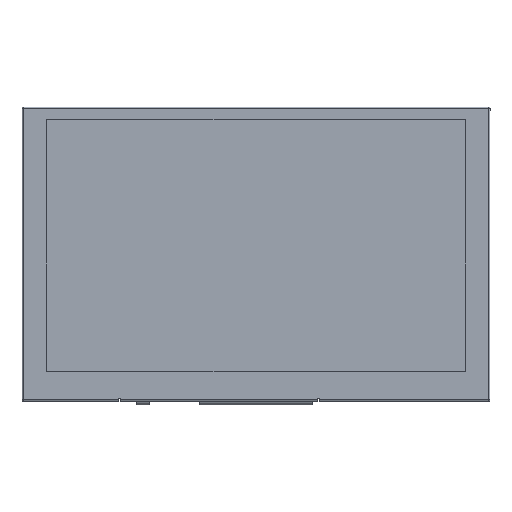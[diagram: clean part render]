
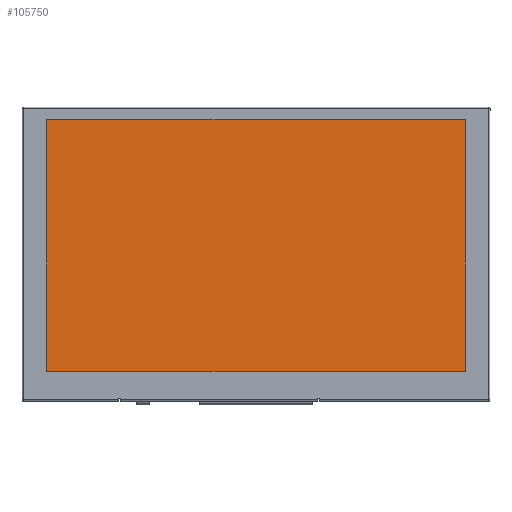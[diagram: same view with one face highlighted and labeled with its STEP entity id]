
A CAD part, top view. The second image highlights one B-rep face of the part: STEP entity #105750.
In plain terms, the highlighted planar face has unit normal (0, 0, 1).
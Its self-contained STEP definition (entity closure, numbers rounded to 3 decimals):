
#5024=PLANE('',#115216);
#8946=FACE_OUTER_BOUND('',#14280,.T.);
#14280=EDGE_LOOP('',(#73411,#73412,#73413,#73414));
#19935=LINE('',#152962,#32460);
#19938=LINE('',#152967,#32463);
#19940=LINE('',#152971,#32465);
#19941=LINE('',#152973,#32466);
#32460=VECTOR('',#123666,10.);
#32463=VECTOR('',#123671,10.);
#32465=VECTOR('',#123675,10.);
#32466=VECTOR('',#123678,10.);
#47241=VERTEX_POINT('',#152959);
#47242=VERTEX_POINT('',#152961);
#47243=VERTEX_POINT('',#152965);
#47244=VERTEX_POINT('',#152969);
#57716=EDGE_CURVE('',#47241,#47242,#19935,.T.);
#57719=EDGE_CURVE('',#47243,#47241,#19938,.T.);
#57721=EDGE_CURVE('',#47244,#47243,#19940,.T.);
#57722=EDGE_CURVE('',#47242,#47244,#19941,.T.);
#73411=ORIENTED_EDGE('',*,*,#57722,.F.);
#73412=ORIENTED_EDGE('',*,*,#57716,.F.);
#73413=ORIENTED_EDGE('',*,*,#57719,.F.);
#73414=ORIENTED_EDGE('',*,*,#57721,.F.);
#105750=ADVANCED_FACE('',(#8946),#5024,.F.);
#115216=AXIS2_PLACEMENT_3D('',#152974,#123679,#123680);
#123666=DIRECTION('',(0.,1.,0.));
#123671=DIRECTION('',(-1.,0.,0.));
#123675=DIRECTION('',(0.,-1.,0.));
#123678=DIRECTION('',(1.,0.,0.));
#123679=DIRECTION('center_axis',(0.,0.,-1.));
#123680=DIRECTION('ref_axis',(-1.,0.,0.));
#152959=CARTESIAN_POINT('',(6.957,8.386,2.75));
#152961=CARTESIAN_POINT('',(6.957,73.186,2.75));
#152962=CARTESIAN_POINT('',(6.957,8.386,2.75));
#152965=CARTESIAN_POINT('',(114.957,8.386,2.75));
#152967=CARTESIAN_POINT('',(114.957,8.386,2.75));
#152969=CARTESIAN_POINT('',(114.957,73.186,2.75));
#152971=CARTESIAN_POINT('',(114.957,73.186,2.75));
#152973=CARTESIAN_POINT('',(6.957,73.186,2.75));
#152974=CARTESIAN_POINT('Origin',(60.957,40.786,2.75));
